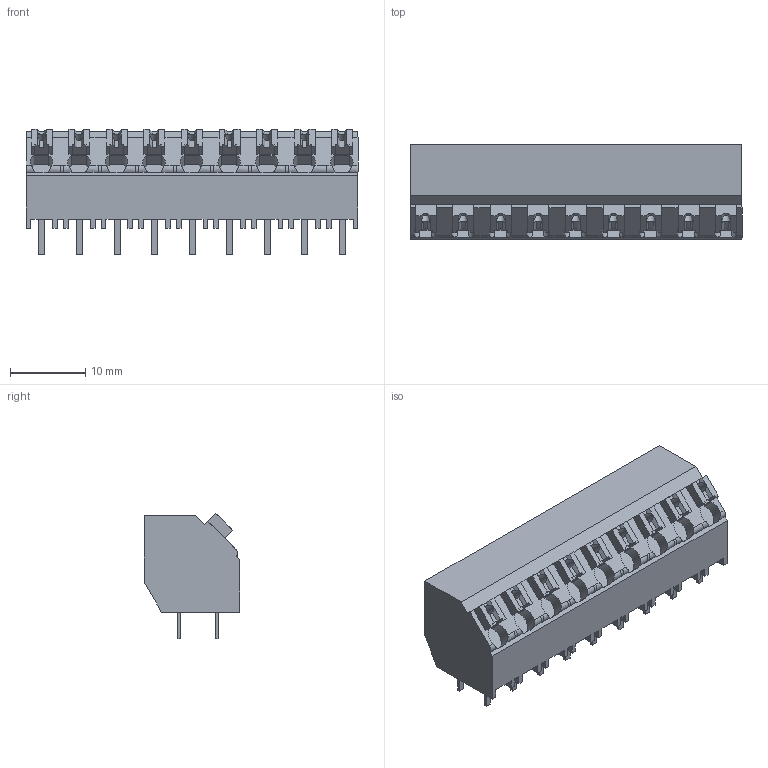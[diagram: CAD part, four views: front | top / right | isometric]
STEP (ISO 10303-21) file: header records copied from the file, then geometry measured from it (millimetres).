
FILE_DESCRIPTION(('CATIA V5 STEP Exchange','CAx-IF Rec.Pracs.--- Model Styling and Organization---1.2---2011-12-15'),'2;1');
FILE_NAME ('D1458385_0_1884430000_1884430000.stp','2018-03-20T12:39:50+00:00',('none'),('Weidmueller'),'CATIA Version 5-6 Release 2014','CATIA V5 STEP AP214','none');
FILE_SCHEMA(('AUTOMOTIVE_DESIGN { 1 0 10303 214 1 1 1 1 }'));
Length unit declared in the file: millimetre
Products named in the file (1): 1884430000
Bounding box: 44.2 x 12.7 x 16.66 mm (x, y, z)
Volume: 5098.7 mm3; surface area: 4958.2 mm2
Topology: 28 solids, 28 shells, 663 faces, 1877 edges, 1278 vertices
Faces by surface type: plane 602, cylinder 61
Entity records: 19589 total; most frequent: CARTESIAN_POINT 3804, ORIENTED_EDGE 3754, DIRECTION 2417, EDGE_CURVE 1877, VECTOR 1680, LINE 1680, VERTEX_POINT 1278, EDGE_LOOP 689
